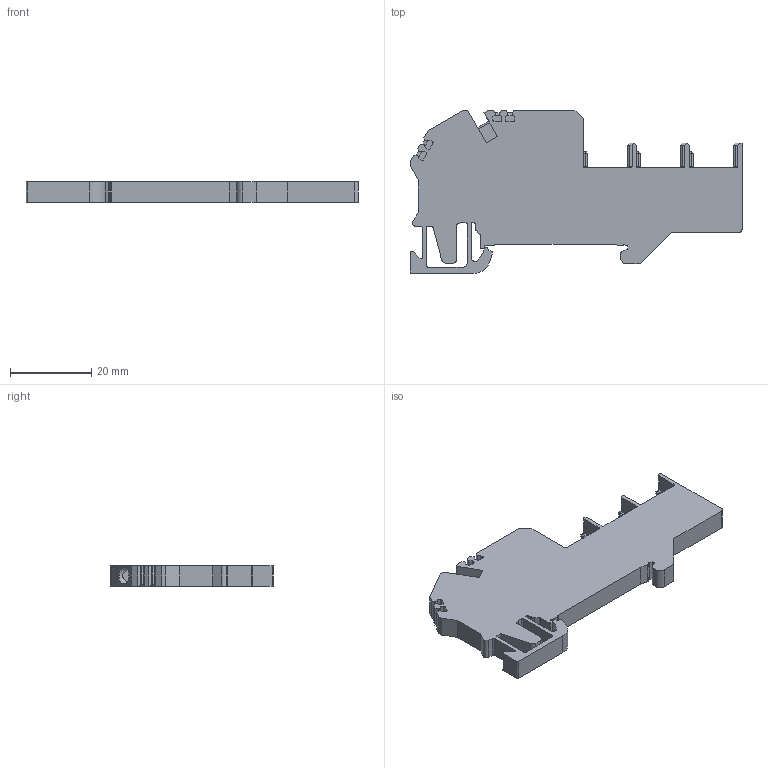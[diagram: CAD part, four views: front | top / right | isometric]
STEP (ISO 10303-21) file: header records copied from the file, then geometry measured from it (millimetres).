
FILE_DESCRIPTION(/* description */ (''),/* implementation_level */ '2;1');
FILE_NAME(/* name */ '3536_ZIZA15_4_LED_iso.stp',/* time_stamp */ '2011-08-03T11:02:39+02:00',/* author */ (''),/* organization */ (''),/* preprocessor_version */ 'ST-DEVELOPER v11',/* originating_system */ 'SIEMENS UGS NX 6.0',/* authorisation */ '');
FILE_SCHEMA (('CONFIG_CONTROL_DESIGN'));
Length unit declared in the file: millimetre
Products named in the file (1): 3536_ZIZA15_4_LED_iso
Bounding box: 81.5 x 39.9 x 5.1 mm (x, y, z)
Volume: 10230.8 mm3; surface area: 6360.6 mm2
Topology: 1 solids, 1 shells, 441 faces, 1203 edges, 753 vertices
Faces by surface type: plane 241, cylinder 146, torus 24, sphere 18, bspline 6, cone 6
Entity records: 14246 total; most frequent: CARTESIAN_POINT 2953, ORIENTED_EDGE 2372, DIRECTION 2350, EDGE_CURVE 1186, LINE 802, VECTOR 802, AXIS2_PLACEMENT_3D 774, VERTEX_POINT 755
